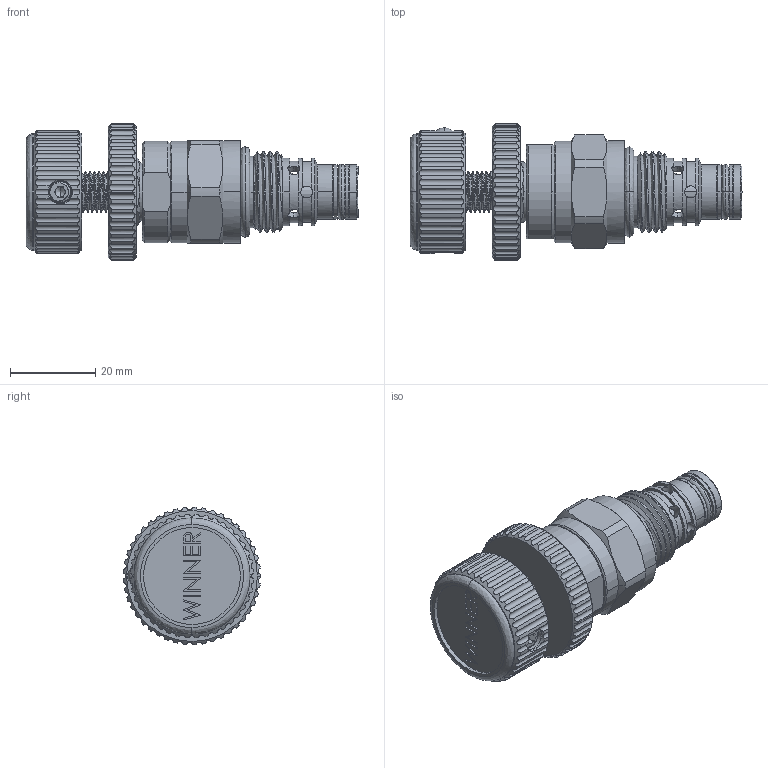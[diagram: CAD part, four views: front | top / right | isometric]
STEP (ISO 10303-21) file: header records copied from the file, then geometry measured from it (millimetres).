
FILE_DESCRIPTION (( 'STEP AP203' ), '1' );
FILE_NAME ('NV08W20-K.STEP', '2016-07-05T05:52:06', ( '' ), ( '' ), 'SwSTEP 2.0', 'SolidWorks 2012', '' );
FILE_SCHEMA (( 'CONFIG_CONTROL_DESIGN' ));
Length unit declared in the file: millimetre
Products named in the file (1): NV08W20-K
Bounding box: 77.71 x 32.18 x 32.2 mm (x, y, z)
Surface area: 12594.1 mm2 (no closed solid volume)
Topology: 0 solids, 10 shells, 635 faces, 1921 edges, 1290 vertices
Faces by surface type: cylinder 372, plane 166, cone 59, bspline 38
Entity records: 43843 total; most frequent: CARTESIAN_POINT 27988, ORIENTED_EDGE 3784, DIRECTION 2676, EDGE_CURVE 1896, VERTEX_POINT 1289, AXIS2_PLACEMENT_3D 970, LINE 736, VECTOR 736
